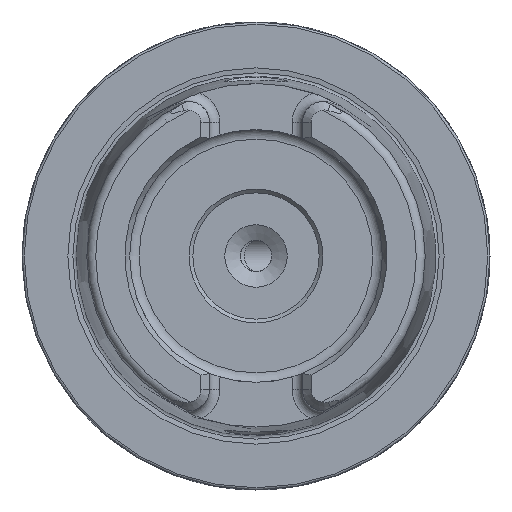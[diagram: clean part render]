
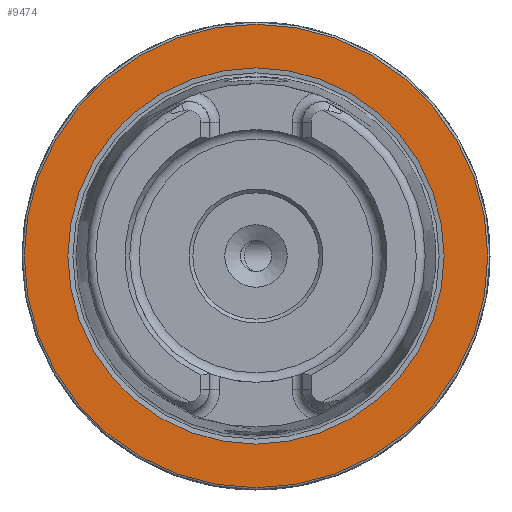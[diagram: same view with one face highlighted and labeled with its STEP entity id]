
A CAD part, left-side view. The second image highlights one B-rep face of the part: STEP entity #9474.
In plain terms, the highlighted planar face has unit normal (-1, 0, 0).
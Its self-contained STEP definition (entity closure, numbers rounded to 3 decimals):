
#466 = CARTESIAN_POINT ( 'NONE',  ( 0., 0., 25.324 ) ) ;
#871 = DIRECTION ( 'NONE',  ( -1., 0., 0. ) ) ;
#1387 = AXIS2_PLACEMENT_3D ( 'NONE', #3874, #11014, #11102 ) ;
#1619 = AXIS2_PLACEMENT_3D ( 'NONE', #6852, #1771, #1938 ) ;
#1771 = DIRECTION ( 'NONE',  ( -1., 0., 0. ) ) ;
#1938 = DIRECTION ( 'NONE',  ( 0., 0., 1. ) ) ;
#2462 = ORIENTED_EDGE ( 'NONE', *, *, #12854, .T. ) ;
#3002 = DIRECTION ( 'NONE',  ( 0., 0., 1. ) ) ;
#3874 = CARTESIAN_POINT ( 'NONE',  ( 0., 31.2, 0. ) ) ;
#4276 = EDGE_LOOP ( 'NONE', ( #2462 ) ) ;
#5050 = EDGE_LOOP ( 'NONE', ( #12217 ) ) ;
#6118 = CARTESIAN_POINT ( 'NONE',  ( 0., 0., 0. ) ) ;
#6852 = CARTESIAN_POINT ( 'NONE',  ( 0., 0., 0. ) ) ;
#7686 = EDGE_CURVE ( 'NONE', #10220, #10220, #13151, .T. ) ;
#7826 = FACE_OUTER_BOUND ( 'NONE', #4276, .T. ) ;
#7835 = VERTEX_POINT ( 'NONE', #7868 ) ;
#7868 = CARTESIAN_POINT ( 'NONE',  ( 0., 0., 31.2 ) ) ;
#8610 = AXIS2_PLACEMENT_3D ( 'NONE', #6118, #871, #3002 ) ;
#9474 = ADVANCED_FACE ( 'NONE', ( #9740, #7826 ), #12168, .F. ) ;
#9740 = FACE_BOUND ( 'NONE', #5050, .T. ) ;
#10220 = VERTEX_POINT ( 'NONE', #466 ) ;
#11014 = DIRECTION ( 'NONE',  ( 1., 0., 0. ) ) ;
#11102 = DIRECTION ( 'NONE',  ( 0., 0., -1. ) ) ;
#11953 = CIRCLE ( 'NONE', #8610, 31.2 ) ;
#12168 = PLANE ( 'NONE',  #1387 ) ;
#12217 = ORIENTED_EDGE ( 'NONE', *, *, #7686, .F. ) ;
#12854 = EDGE_CURVE ( 'NONE', #7835, #7835, #11953, .T. ) ;
#13151 = CIRCLE ( 'NONE', #1619, 25.324 ) ;
